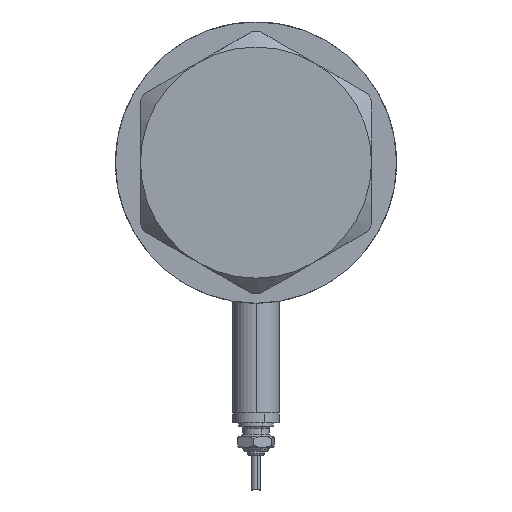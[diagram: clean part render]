
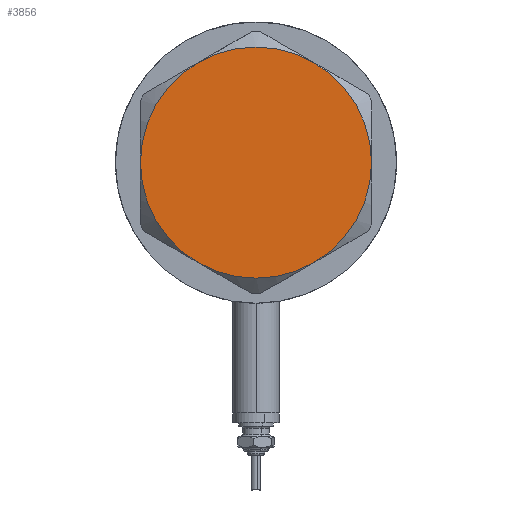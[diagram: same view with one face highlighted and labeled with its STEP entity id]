
A CAD part, left-side view. The second image highlights one B-rep face of the part: STEP entity #3856.
In plain terms, the highlighted face is planar.
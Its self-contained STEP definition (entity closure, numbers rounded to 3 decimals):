
#102 = EDGE_CURVE ( 'NONE', #5495, #1918, #2342, .T. ) ;
#259 = CARTESIAN_POINT ( 'NONE',  ( 0., 0., 14.5 ) ) ;
#418 = CIRCLE ( 'NONE', #5681, 30. ) ;
#508 = VERTEX_POINT ( 'NONE', #1192 ) ;
#583 = CARTESIAN_POINT ( 'NONE',  ( 0., 0., 14.5 ) ) ;
#955 = ORIENTED_EDGE ( 'NONE', *, *, #4513, .T. ) ;
#980 = CIRCLE ( 'NONE', #3464, 30. ) ;
#1093 = ORIENTED_EDGE ( 'NONE', *, *, #1738, .T. ) ;
#1192 = CARTESIAN_POINT ( 'NONE',  ( -15., 25.981, 14.5 ) ) ;
#1309 = ORIENTED_EDGE ( 'NONE', *, *, #102, .T. ) ;
#1395 = DIRECTION ( 'NONE',  ( 0., 0., 1. ) ) ;
#1512 = DIRECTION ( 'NONE',  ( 1., 0., 0. ) ) ;
#1656 = CARTESIAN_POINT ( 'NONE',  ( 0., 0., 14.5 ) ) ;
#1738 = EDGE_CURVE ( 'NONE', #508, #2237, #4972, .T. ) ;
#1758 = DIRECTION ( 'NONE',  ( 1., 0., 0. ) ) ;
#1908 = ORIENTED_EDGE ( 'NONE', *, *, #3511, .T. ) ;
#1918 = VERTEX_POINT ( 'NONE', #4494 ) ;
#2003 = CARTESIAN_POINT ( 'NONE',  ( 0., 0., 14.5 ) ) ;
#2070 = AXIS2_PLACEMENT_3D ( 'NONE', #259, #3329, #3361 ) ;
#2100 = DIRECTION ( 'NONE',  ( 0., 0., 1. ) ) ;
#2105 = CARTESIAN_POINT ( 'NONE',  ( 0., 0., 14.5 ) ) ;
#2141 = CARTESIAN_POINT ( 'NONE',  ( 15., -25.981, 14.5 ) ) ;
#2195 = AXIS2_PLACEMENT_3D ( 'NONE', #2105, #5400, #3932 ) ;
#2218 = DIRECTION ( 'NONE',  ( 0., 0., 1. ) ) ;
#2221 = DIRECTION ( 'NONE',  ( 1., 0., 0. ) ) ;
#2237 = VERTEX_POINT ( 'NONE', #2517 ) ;
#2342 = CIRCLE ( 'NONE', #3200, 30. ) ;
#2474 = DIRECTION ( 'NONE',  ( 0., 0., 1. ) ) ;
#2517 = CARTESIAN_POINT ( 'NONE',  ( -30., 0., 14.5 ) ) ;
#2950 = CIRCLE ( 'NONE', #2195, 30. ) ;
#2995 = EDGE_CURVE ( 'NONE', #3860, #3593, #5468, .T. ) ;
#3023 = PLANE ( 'NONE',  #3557 ) ;
#3141 = AXIS2_PLACEMENT_3D ( 'NONE', #2003, #2474, #5289 ) ;
#3200 = AXIS2_PLACEMENT_3D ( 'NONE', #5522, #1395, #5070 ) ;
#3329 = DIRECTION ( 'NONE',  ( 0., 0., 1. ) ) ;
#3361 = DIRECTION ( 'NONE',  ( 1., 0., 0. ) ) ;
#3449 = ORIENTED_EDGE ( 'NONE', *, *, #5151, .T. ) ;
#3464 = AXIS2_PLACEMENT_3D ( 'NONE', #3574, #4402, #1758 ) ;
#3511 = EDGE_CURVE ( 'NONE', #3593, #5495, #2950, .T. ) ;
#3557 = AXIS2_PLACEMENT_3D ( 'NONE', #1656, #2100, #2221 ) ;
#3574 = CARTESIAN_POINT ( 'NONE',  ( 0., 0., 14.5 ) ) ;
#3593 = VERTEX_POINT ( 'NONE', #2141 ) ;
#3856 = ADVANCED_FACE ( 'NONE', ( #4974 ), #3023, .T. ) ;
#3860 = VERTEX_POINT ( 'NONE', #5750 ) ;
#3932 = DIRECTION ( 'NONE',  ( 1., 0., 0. ) ) ;
#4402 = DIRECTION ( 'NONE',  ( 0., 0., 1. ) ) ;
#4435 = CARTESIAN_POINT ( 'NONE',  ( 30., 0., 14.5 ) ) ;
#4494 = CARTESIAN_POINT ( 'NONE',  ( 15., 25.981, 14.5 ) ) ;
#4513 = EDGE_CURVE ( 'NONE', #2237, #3860, #418, .T. ) ;
#4972 = CIRCLE ( 'NONE', #2070, 30. ) ;
#4974 = FACE_OUTER_BOUND ( 'NONE', #5577, .T. ) ;
#5070 = DIRECTION ( 'NONE',  ( 1., 0., 0. ) ) ;
#5151 = EDGE_CURVE ( 'NONE', #1918, #508, #980, .T. ) ;
#5289 = DIRECTION ( 'NONE',  ( 1., 0., 0. ) ) ;
#5400 = DIRECTION ( 'NONE',  ( 0., 0., 1. ) ) ;
#5468 = CIRCLE ( 'NONE', #3141, 30. ) ;
#5495 = VERTEX_POINT ( 'NONE', #4435 ) ;
#5522 = CARTESIAN_POINT ( 'NONE',  ( 0., 0., 14.5 ) ) ;
#5577 = EDGE_LOOP ( 'NONE', ( #1908, #1309, #3449, #1093, #955, #5633 ) ) ;
#5633 = ORIENTED_EDGE ( 'NONE', *, *, #2995, .T. ) ;
#5681 = AXIS2_PLACEMENT_3D ( 'NONE', #583, #2218, #1512 ) ;
#5750 = CARTESIAN_POINT ( 'NONE',  ( -15., -25.981, 14.5 ) ) ;
